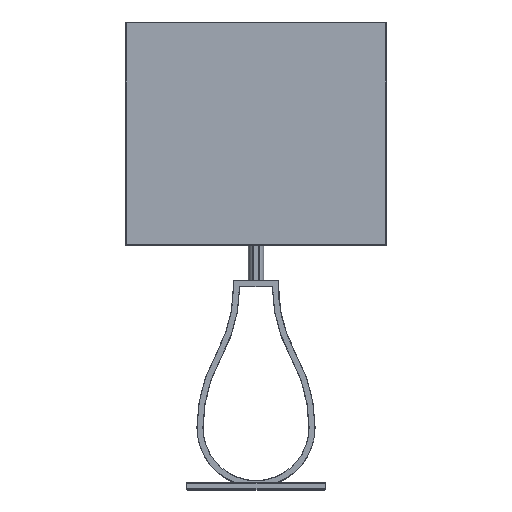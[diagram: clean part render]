
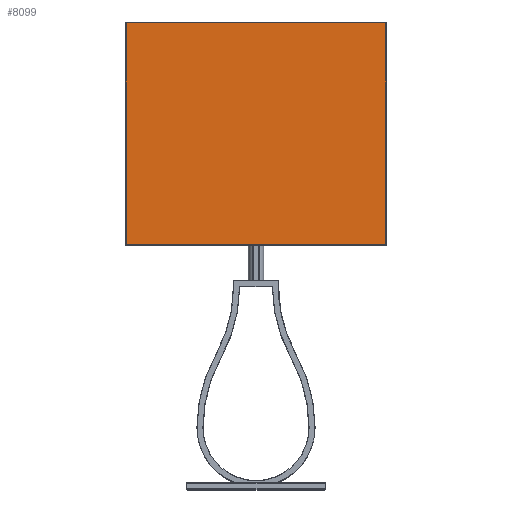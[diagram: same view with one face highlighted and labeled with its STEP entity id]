
A CAD part, top view. The second image highlights one B-rep face of the part: STEP entity #8099.
In plain terms, the highlighted planar face has unit normal (0, 0, 1).
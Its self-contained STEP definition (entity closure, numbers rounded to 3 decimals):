
#15 = VECTOR ( 'NONE', #135, 1000. ) ;
#118 = CARTESIAN_POINT ( 'NONE',  ( 166.5, 520., 88.5 ) ) ;
#135 = DIRECTION ( 'NONE',  ( -1., 0., 0. ) ) ;
#196 = ORIENTED_EDGE ( 'NONE', *, *, #2672, .T. ) ;
#204 = DIRECTION ( 'NONE',  ( 0., -1., 0. ) ) ;
#463 = DIRECTION ( 'NONE',  ( 1., 0., 0. ) ) ;
#530 = CARTESIAN_POINT ( 'NONE',  ( -167.5, 235., 88.5 ) ) ;
#645 = VECTOR ( 'NONE', #463, 1000. ) ;
#895 = CARTESIAN_POINT ( 'NONE',  ( -167.5, 521., 88.5 ) ) ;
#985 = VECTOR ( 'NONE', #204, 1000. ) ;
#1199 = LINE ( 'NONE', #9048, #985 ) ;
#1226 = ORIENTED_EDGE ( 'NONE', *, *, #5804, .T. ) ;
#1249 = DIRECTION ( 'NONE',  ( 0., 1., 0. ) ) ;
#1555 = VERTEX_POINT ( 'NONE', #7986 ) ;
#2095 = VERTEX_POINT ( 'NONE', #3260 ) ;
#2351 = LINE ( 'NONE', #530, #645 ) ;
#2672 = EDGE_CURVE ( 'NONE', #2095, #1555, #1199, .T. ) ;
#3067 = EDGE_CURVE ( 'NONE', #4714, #9010, #7654, .T. ) ;
#3260 = CARTESIAN_POINT ( 'NONE',  ( -166.5, 520., 88.5 ) ) ;
#3459 = EDGE_LOOP ( 'NONE', ( #4977, #4939, #1226, #196 ) ) ;
#3512 = CARTESIAN_POINT ( 'NONE',  ( 166.5, 521., 88.5 ) ) ;
#3740 = PLANE ( 'NONE',  #8040 ) ;
#4714 = VERTEX_POINT ( 'NONE', #6304 ) ;
#4939 = ORIENTED_EDGE ( 'NONE', *, *, #3067, .T. ) ;
#4977 = ORIENTED_EDGE ( 'NONE', *, *, #7374, .T. ) ;
#5804 = EDGE_CURVE ( 'NONE', #9010, #2095, #6005, .T. ) ;
#5834 = VECTOR ( 'NONE', #1249, 1000. ) ;
#5871 = CARTESIAN_POINT ( 'NONE',  ( -167.5, 520., 88.5 ) ) ;
#6005 = LINE ( 'NONE', #5871, #15 ) ;
#6303 = FACE_OUTER_BOUND ( 'NONE', #3459, .T. ) ;
#6304 = CARTESIAN_POINT ( 'NONE',  ( 166.5, 235., 88.5 ) ) ;
#7374 = EDGE_CURVE ( 'NONE', #1555, #4714, #2351, .T. ) ;
#7385 = DIRECTION ( 'NONE',  ( 0., 0., 1. ) ) ;
#7654 = LINE ( 'NONE', #3512, #5834 ) ;
#7986 = CARTESIAN_POINT ( 'NONE',  ( -166.5, 235., 88.5 ) ) ;
#8040 = AXIS2_PLACEMENT_3D ( 'NONE', #895, #7385, #8839 ) ;
#8099 = ADVANCED_FACE ( 'NONE', ( #6303 ), #3740, .T. ) ;
#8839 = DIRECTION ( 'NONE',  ( 1., 0., 0. ) ) ;
#9010 = VERTEX_POINT ( 'NONE', #118 ) ;
#9048 = CARTESIAN_POINT ( 'NONE',  ( -166.5, 521., 88.5 ) ) ;
